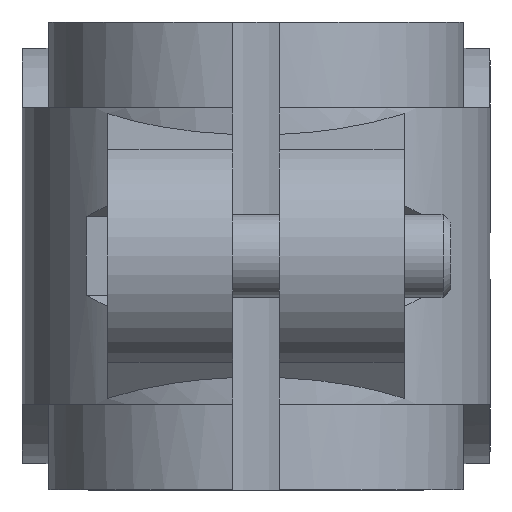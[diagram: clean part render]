
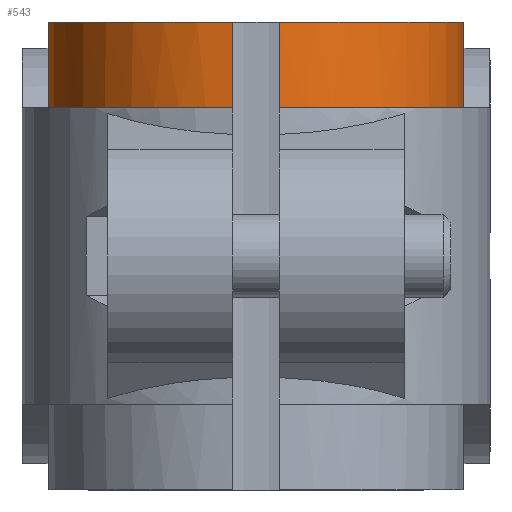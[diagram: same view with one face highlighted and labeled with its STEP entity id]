
A CAD part, left-side view. The second image highlights one B-rep face of the part: STEP entity #543.
In plain terms, the highlighted cylindrical face has radius 20 mm (diameter 40 mm), a partial arc.
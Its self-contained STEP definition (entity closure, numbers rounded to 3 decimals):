
#543 = ADVANCED_FACE( '', ( #1122 ), #1123, .T. );
#1122 = FACE_OUTER_BOUND( '', #1695, .T. );
#1123 = CYLINDRICAL_SURFACE( '', #1696, 20. );
#1695 = EDGE_LOOP( '', ( #3286, #3287, #3288, #3289, #3290, #3291, #3292, #3293, #3294, #3295, #3296, #3297, #3298, #3299 ) );
#1696 = AXIS2_PLACEMENT_3D( '', #3300, #3301, #3302 );
#3286 = ORIENTED_EDGE( '', *, *, #3679, .T. );
#3287 = ORIENTED_EDGE( '', *, *, #3932, .T. );
#3288 = ORIENTED_EDGE( '', *, *, #3400, .T. );
#3289 = ORIENTED_EDGE( '', *, *, #3779, .F. );
#3290 = ORIENTED_EDGE( '', *, *, #3691, .F. );
#3291 = ORIENTED_EDGE( '', *, *, #3397, .T. );
#3292 = ORIENTED_EDGE( '', *, *, #3800, .T. );
#3293 = ORIENTED_EDGE( '', *, *, #3681, .T. );
#3294 = ORIENTED_EDGE( '', *, *, #3360, .F. );
#3295 = ORIENTED_EDGE( '', *, *, #3890, .T. );
#3296 = ORIENTED_EDGE( '', *, *, #3877, .F. );
#3297 = ORIENTED_EDGE( '', *, *, #3529, .F. );
#3298 = ORIENTED_EDGE( '', *, *, #3889, .T. );
#3299 = ORIENTED_EDGE( '', *, *, #3670, .T. );
#3300 = CARTESIAN_POINT( '', ( 0., 0., 0. ) );
#3301 = DIRECTION( '', ( 0., 0., 1. ) );
#3302 = DIRECTION( '', ( -1., 0., 0. ) );
#3360 = EDGE_CURVE( '', #4022, #4025, #4026, .F. );
#3397 = EDGE_CURVE( '', #4091, #4089, #4092, .T. );
#3400 = EDGE_CURVE( '', #4081, #4094, #4096, .T. );
#3529 = EDGE_CURVE( '', #4312, #4314, #4315, .T. );
#3670 = EDGE_CURVE( '', #4530, #4528, #4531, .F. );
#3679 = EDGE_CURVE( '', #4528, #4542, #4544, .T. );
#3681 = EDGE_CURVE( '', #4546, #4025, #4547, .F. );
#3691 = EDGE_CURVE( '', #4091, #4559, #4560, .F. );
#3779 = EDGE_CURVE( '', #4559, #4094, #4679, .T. );
#3800 = EDGE_CURVE( '', #4089, #4546, #4709, .F. );
#3877 = EDGE_CURVE( '', #4314, #4807, #4808, .T. );
#3889 = EDGE_CURVE( '', #4312, #4530, #4821, .T. );
#3890 = EDGE_CURVE( '', #4022, #4807, #4822, .T. );
#3932 = EDGE_CURVE( '', #4542, #4081, #4870, .T. );
#4022 = VERTEX_POINT( '', #4986 );
#4025 = VERTEX_POINT( '', #4990 );
#4026 = LINE( '', #4991, #4992 );
#4081 = VERTEX_POINT( '', #5067 );
#4089 = VERTEX_POINT( '', #5078 );
#4091 = VERTEX_POINT( '', #5081 );
#4092 = CIRCLE( '', #5082, 20. );
#4094 = VERTEX_POINT( '', #5085 );
#4096 = CIRCLE( '', #5088, 20. );
#4312 = VERTEX_POINT( '', #5402 );
#4314 = VERTEX_POINT( '', #5405 );
#4315 = ELLIPSE( '', #5406, 21.543, 20. );
#4528 = VERTEX_POINT( '', #5732 );
#4530 = VERTEX_POINT( '', #5735 );
#4531 = LINE( '', #5736, #5737 );
#4542 = VERTEX_POINT( '', #5750 );
#4544 = CIRCLE( '', #5753, 20. );
#4546 = VERTEX_POINT( '', #5755 );
#4547 = ELLIPSE( '', #5756, 20., 20. );
#4559 = VERTEX_POINT( '', #5773 );
#4560 = LINE( '', #5774, #5775 );
#4679 = ELLIPSE( '', #5956, 21.543, 20. );
#4709 = LINE( '', #6009, #6010 );
#4807 = VERTEX_POINT( '', #6158 );
#4808 = LINE( '', #6159, #6160 );
#4821 = CIRCLE( '', #6177, 20. );
#4822 = CIRCLE( '', #6178, 20. );
#4870 = LINE( '', #6244, #6245 );
#4986 = CARTESIAN_POINT( '', ( 14.033, 14.25, 36.74 ) );
#4990 = CARTESIAN_POINT( '', ( 14.033, 14.25, 44.999 ) );
#4991 = CARTESIAN_POINT( '', ( 14.033, 14.25, 0. ) );
#4992 = VECTOR( '', #6321, 1000. );
#5067 = CARTESIAN_POINT( '', ( -19.873, -2.25, 36.74 ) );
#5078 = CARTESIAN_POINT( '', ( 14.033, -14.25, 36.74 ) );
#5081 = CARTESIAN_POINT( '', ( -16., -12., 36.74 ) );
#5082 = AXIS2_PLACEMENT_3D( '', #6374, #6375, #6376 );
#5085 = CARTESIAN_POINT( '', ( -16.025, -11.967, 36.74 ) );
#5088 = AXIS2_PLACEMENT_3D( '', #6379, #6380, #6381 );
#5402 = CARTESIAN_POINT( '', ( -16.025, 11.967, 36.74 ) );
#5405 = CARTESIAN_POINT( '', ( -16., 12., 36.75 ) );
#5406 = AXIS2_PLACEMENT_3D( '', #6528, #6529, #6530 );
#5732 = CARTESIAN_POINT( '', ( -19.873, 2.25, 45. ) );
#5735 = CARTESIAN_POINT( '', ( -19.873, 2.25, 36.74 ) );
#5736 = CARTESIAN_POINT( '', ( -19.873, 2.25, 0. ) );
#5737 = VECTOR( '', #6681, 1000. );
#5750 = CARTESIAN_POINT( '', ( -19.873, -2.25, 45. ) );
#5753 = AXIS2_PLACEMENT_3D( '', #6694, #6695, #6696 );
#5755 = CARTESIAN_POINT( '', ( 14.033, -14.25, 44.999 ) );
#5756 = AXIS2_PLACEMENT_3D( '', #6697, #6698, #6699 );
#5773 = CARTESIAN_POINT( '', ( -16., -12., 36.75 ) );
#5774 = CARTESIAN_POINT( '', ( -16., -12., 0. ) );
#5775 = VECTOR( '', #6708, 1000. );
#5956 = AXIS2_PLACEMENT_3D( '', #6799, #6800, #6801 );
#6009 = CARTESIAN_POINT( '', ( 14.033, -14.25, 0. ) );
#6010 = VECTOR( '', #6814, 1000. );
#6158 = CARTESIAN_POINT( '', ( -16., 12., 36.74 ) );
#6159 = CARTESIAN_POINT( '', ( -16., 12., 0. ) );
#6160 = VECTOR( '', #6892, 1000. );
#6177 = AXIS2_PLACEMENT_3D( '', #6903, #6904, #6905 );
#6178 = AXIS2_PLACEMENT_3D( '', #6906, #6907, #6908 );
#6244 = CARTESIAN_POINT( '', ( -19.873, -2.25, 0. ) );
#6245 = VECTOR( '', #6939, 1000. );
#6321 = DIRECTION( '', ( 0., 0., -1. ) );
#6374 = CARTESIAN_POINT( '', ( 0., 0., 36.74 ) );
#6375 = DIRECTION( '', ( 0., 0., 1. ) );
#6376 = DIRECTION( '', ( 1., 0., 0. ) );
#6379 = CARTESIAN_POINT( '', ( 0., 0., 36.74 ) );
#6380 = DIRECTION( '', ( 0., 0., 1. ) );
#6381 = DIRECTION( '', ( 1., 0., 0. ) );
#6528 = CARTESIAN_POINT( '', ( 0., 0., 43.154 ) );
#6529 = DIRECTION( '', ( 0.372, 0., -0.928 ) );
#6530 = DIRECTION( '', ( -0.928, 0., -0.372 ) );
#6681 = DIRECTION( '', ( 0., 0., -1. ) );
#6694 = CARTESIAN_POINT( '', ( 0., 0., 45. ) );
#6695 = DIRECTION( '', ( 0., 0., -1. ) );
#6696 = DIRECTION( '', ( -1., 0., 0. ) );
#6697 = CARTESIAN_POINT( '', ( 0., 0., 44.999 ) );
#6698 = DIRECTION( '', ( 0., 0., -1. ) );
#6699 = DIRECTION( '', ( -1., 0., 0. ) );
#6708 = DIRECTION( '', ( 0., 0., -1. ) );
#6799 = CARTESIAN_POINT( '', ( 0., 0., 43.154 ) );
#6800 = DIRECTION( '', ( 0.372, 0., -0.928 ) );
#6801 = DIRECTION( '', ( -0.928, 0., -0.372 ) );
#6814 = DIRECTION( '', ( 0., 0., -1. ) );
#6892 = DIRECTION( '', ( 0., 0., -1. ) );
#6903 = CARTESIAN_POINT( '', ( 0., 0., 36.74 ) );
#6904 = DIRECTION( '', ( 0., 0., 1. ) );
#6905 = DIRECTION( '', ( 1., 0., 0. ) );
#6906 = CARTESIAN_POINT( '', ( 0., 0., 36.74 ) );
#6907 = DIRECTION( '', ( 0., 0., 1. ) );
#6908 = DIRECTION( '', ( 1., 0., 0. ) );
#6939 = DIRECTION( '', ( 0., 0., -1. ) );
